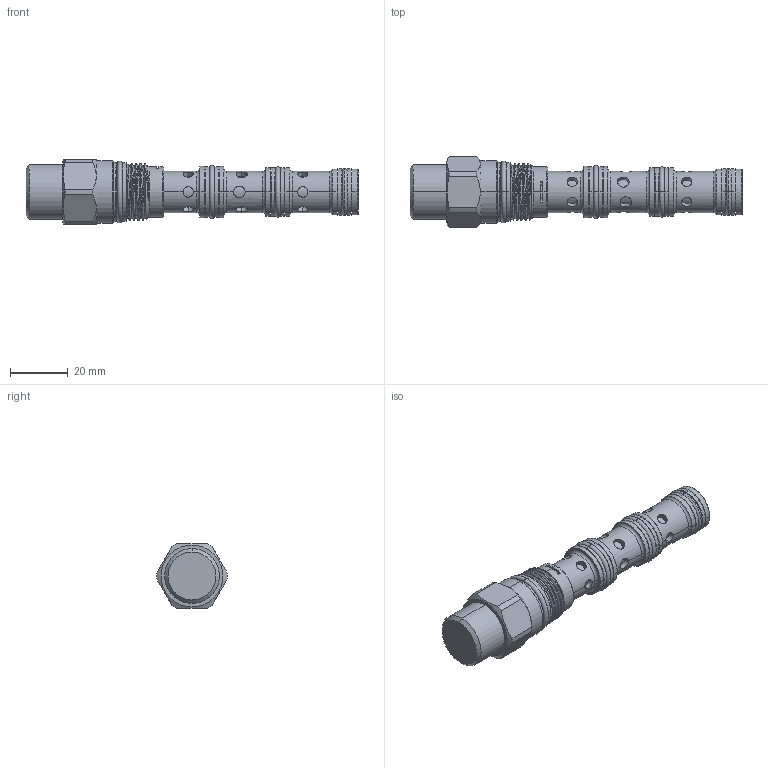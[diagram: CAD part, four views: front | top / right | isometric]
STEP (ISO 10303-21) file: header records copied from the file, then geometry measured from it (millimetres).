
FILE_DESCRIPTION (( 'STEP AP203' ), '1' );
FILE_NAME ('LR31A41-N.STEP', '2020-03-23T01:26:20', ( '' ), ( '' ), 'SwSTEP 2.0', 'SolidWorks 2018', '' );
FILE_SCHEMA (( 'CONFIG_CONTROL_DESIGN' ));
Length unit declared in the file: millimetre
Products named in the file (1): LR31A41-N
Bounding box: 115.05 x 24.59 x 22.22 mm (x, y, z)
Volume: 26635.2 mm3; surface area: 10974.1 mm2
Topology: 4 solids, 5 shells, 248 faces, 553 edges, 351 vertices
Faces by surface type: cylinder 151, plane 43, torus 26, cone 25, bspline 3
Entity records: 10421 total; most frequent: CARTESIAN_POINT 4875, DIRECTION 1170, ORIENTED_EDGE 1106, EDGE_CURVE 553, AXIS2_PLACEMENT_3D 500, VERTEX_POINT 351, EDGE_LOOP 292, CIRCLE 254
